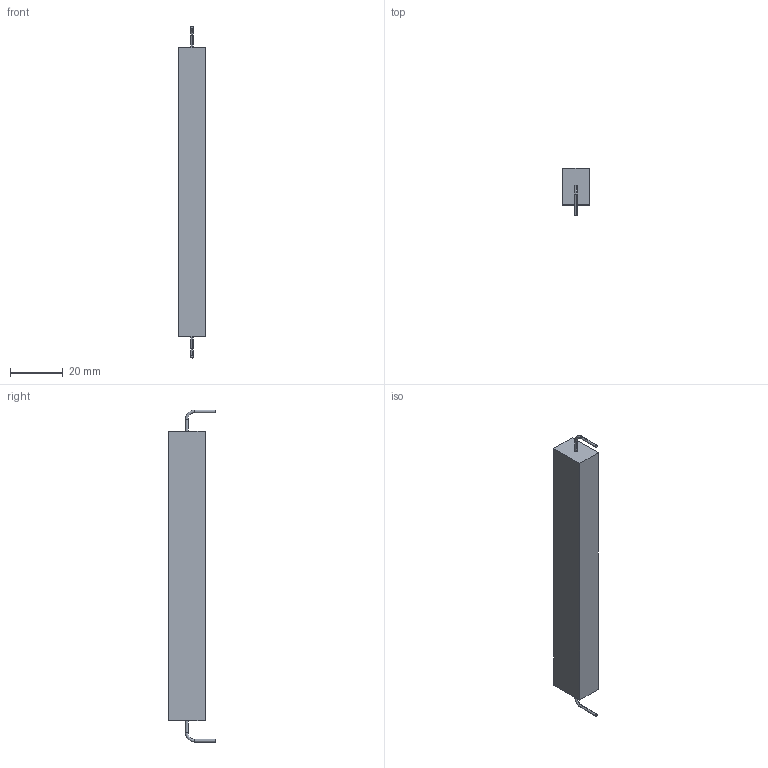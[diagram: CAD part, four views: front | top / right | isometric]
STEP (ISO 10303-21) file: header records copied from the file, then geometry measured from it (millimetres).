
FILE_DESCRIPTION (( 'STEP AP214' ), '1' );
FILE_NAME ('TVO-10.STEP', '2014-10-28T13:38:24', ( 'punk' ), ( '' ), 'SwSTEP 2.0', 'SolidWorks 2014', '' );
FILE_SCHEMA (( 'AUTOMOTIVE_DESIGN' ));
Length unit declared in the file: millimetre
Products named in the file (1): TVO-10
Bounding box: 10 x 18 x 126 mm (x, y, z)
Volume: 15427 mm3; surface area: 5668.1 mm2
Topology: 1 solids, 1 shells, 20 faces, 40 edges, 24 vertices
Faces by surface type: cylinder 8, plane 8, torus 4
Entity records: 774 total; most frequent: DIRECTION 102, CARTESIAN_POINT 85, ORIENTED_EDGE 80, AXIS2_PLACEMENT_3D 41, EDGE_CURVE 40, VERTEX_POINT 24, UNCERTAINTY_MEASURE_WITH_UNIT 23, PRESENTATION_LAYER_ASSIGNMENT 22
